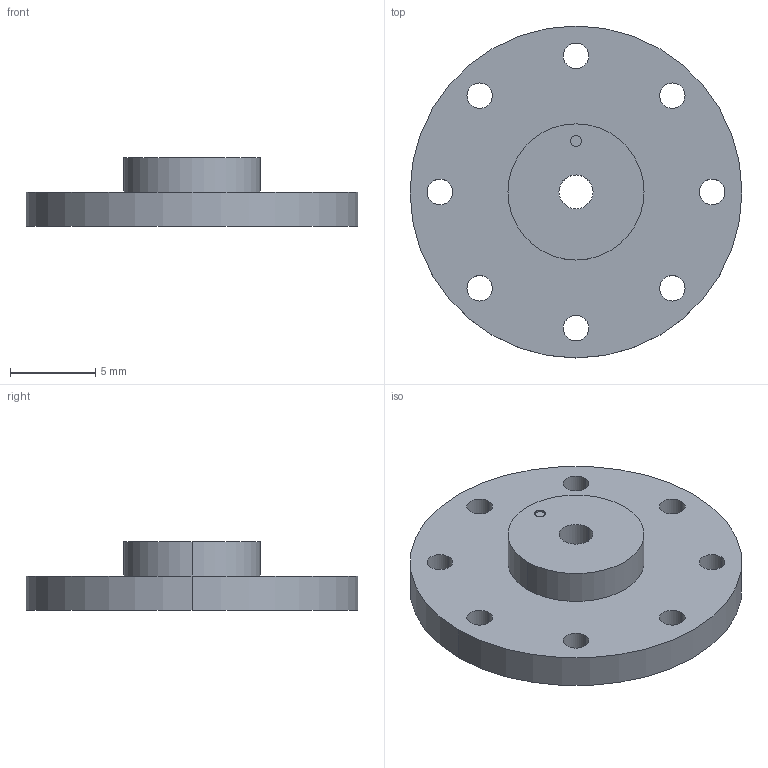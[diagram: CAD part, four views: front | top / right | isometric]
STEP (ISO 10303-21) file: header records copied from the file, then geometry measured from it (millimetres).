
FILE_DESCRIPTION (( 'STEP AP203' ), '1' );
FILE_NAME ('Part 1.step_Default_sldprt.STEP', '2023-05-13T05:58:49', ( '' ), ( '' ), 'SwSTEP 2.0', 'SolidWorks 2022', '' );
FILE_SCHEMA (( 'CONFIG_CONTROL_DESIGN' ));
Length unit declared in the file: millimetre
Products named in the file (1): Part 1.step_Default_sldprt
Bounding box: 19.5 x 19.5 x 4 mm (x, y, z)
Volume: 657 mm3; surface area: 836.3 mm2
Topology: 1 solids, 1 shells, 28 faces, 72 edges, 48 vertices
Faces by surface type: cylinder 24, plane 4
Entity records: 997 total; most frequent: DIRECTION 178, CARTESIAN_POINT 149, ORIENTED_EDGE 144, AXIS2_PLACEMENT_3D 77, EDGE_CURVE 72, EDGE_LOOP 48, CIRCLE 48, VERTEX_POINT 48
